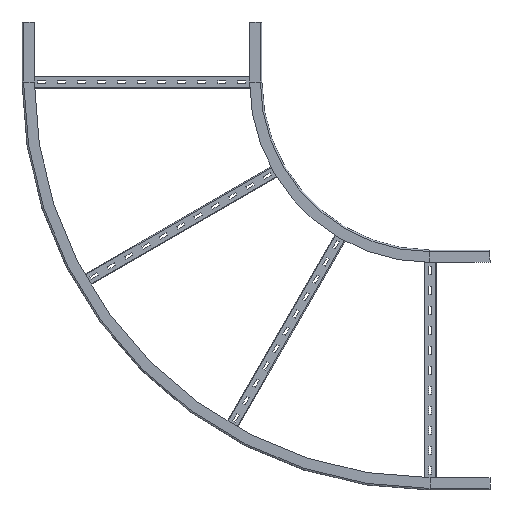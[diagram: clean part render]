
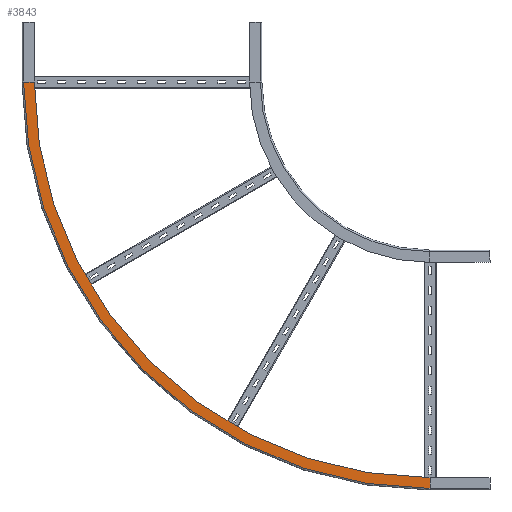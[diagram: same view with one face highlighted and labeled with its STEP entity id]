
A CAD part, front view. The second image highlights one B-rep face of the part: STEP entity #3843.
In plain terms, the highlighted planar face has unit normal (0, -1, 0).
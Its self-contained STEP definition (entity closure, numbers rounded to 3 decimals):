
#129=CIRCLE('',#4212,1016.);
#131=CIRCLE('',#4215,989.);
#353=FACE_OUTER_BOUND('',#591,.T.);
#591=EDGE_LOOP('',(#3017,#3018,#3019,#3020));
#900=LINE('',#5911,#1344);
#942=LINE('',#6048,#1386);
#1344=VECTOR('',#4808,10.);
#1386=VECTOR('',#4960,10.);
#1745=VERTEX_POINT('',#5904);
#1747=VERTEX_POINT('',#5910);
#1786=VERTEX_POINT('',#6042);
#1787=VERTEX_POINT('',#6046);
#2154=EDGE_CURVE('',#1745,#1747,#900,.T.);
#2220=EDGE_CURVE('',#1786,#1745,#129,.T.);
#2222=EDGE_CURVE('',#1787,#1747,#131,.T.);
#2223=EDGE_CURVE('',#1787,#1786,#942,.T.);
#3017=ORIENTED_EDGE('',*,*,#2154,.T.);
#3018=ORIENTED_EDGE('',*,*,#2222,.F.);
#3019=ORIENTED_EDGE('',*,*,#2223,.T.);
#3020=ORIENTED_EDGE('',*,*,#2220,.T.);
#3632=PLANE('',#4214);
#3843=ADVANCED_FACE('',(#353),#3632,.T.);
#4212=AXIS2_PLACEMENT_3D('',#6043,#4952,#4953);
#4214=AXIS2_PLACEMENT_3D('',#6045,#4956,#4957);
#4215=AXIS2_PLACEMENT_3D('',#6047,#4958,#4959);
#4808=DIRECTION('',(0.,0.,1.));
#4952=DIRECTION('center_axis',(0.,-1.,0.));
#4953=DIRECTION('ref_axis',(-1.,0.,0.));
#4956=DIRECTION('center_axis',(0.,-1.,0.));
#4957=DIRECTION('ref_axis',(0.,0.,-1.));
#4958=DIRECTION('center_axis',(0.,-1.,0.));
#4959=DIRECTION('ref_axis',(-1.,0.,0.));
#4960=DIRECTION('',(-1.,0.,0.));
#5904=CARTESIAN_POINT('',(989.,0.,-1016.));
#5910=CARTESIAN_POINT('',(989.,0.,-989.));
#5911=CARTESIAN_POINT('',(989.,0.,-1016.));
#6042=CARTESIAN_POINT('',(-27.,0.,0.));
#6043=CARTESIAN_POINT('Origin',(989.,0.,0.));
#6045=CARTESIAN_POINT('Origin',(989.,0.,-1016.));
#6046=CARTESIAN_POINT('',(0.,0.,0.));
#6047=CARTESIAN_POINT('Origin',(989.,0.,0.));
#6048=CARTESIAN_POINT('',(-81.572,0.,0.));
